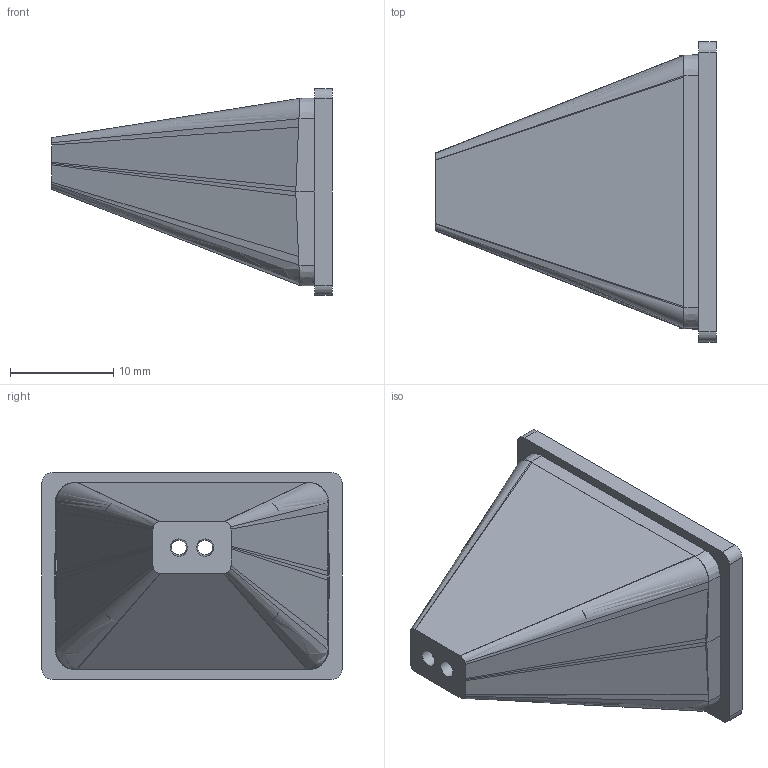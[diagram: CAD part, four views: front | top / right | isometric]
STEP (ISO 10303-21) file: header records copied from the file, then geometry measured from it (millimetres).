
FILE_DESCRIPTION(('FreeCAD Model'),'2;1');
FILE_NAME('Open CASCADE Shape Model','2022-06-02T08:21:18',('Author'),( ''),'Open CASCADE STEP processor 7.5','FreeCAD','Unknown');
FILE_SCHEMA(('AUTOMOTIVE_DESIGN { 1 0 10303 214 1 1 1 1 }'));
Length unit declared in the file: millimetre
Products named in the file (1): NoseCone001
Bounding box: 27.1 x 29 x 20 mm (x, y, z)
Volume: 6694.2 mm3; surface area: 2669 mm2
Topology: 1 solids, 1 shells, 57 faces, 157 edges, 103 vertices
Faces by surface type: bspline 22, plane 15, cylinder 12, cone 6, torus 2
Full cylindrical faces by diameter (mm): 1.43 x2, 1.67 x4
Entity records: 4148 total; most frequent: CARTESIAN_POINT 2284, ORIENTED_EDGE 314, DIRECTION 224, EDGE_CURVE 157, VERTEX_POINT 103, AXIS2_PLACEMENT_3D 82, FACE_BOUND 62, EDGE_LOOP 62
